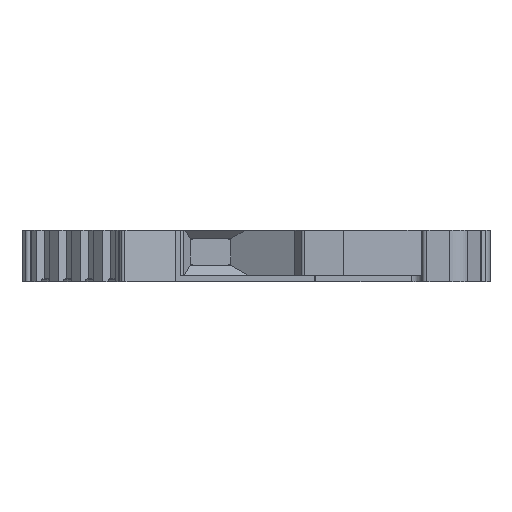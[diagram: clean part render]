
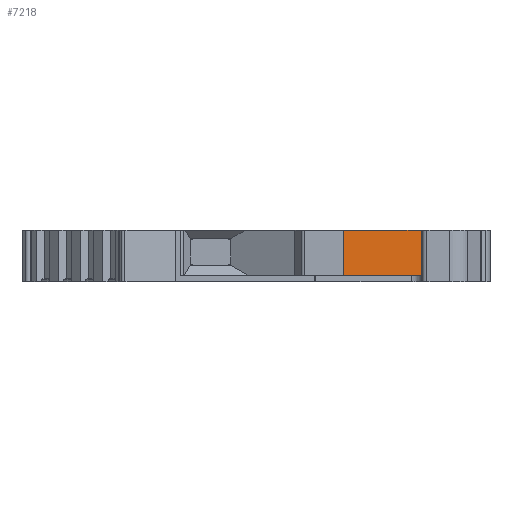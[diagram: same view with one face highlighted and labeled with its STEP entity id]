
A CAD part, left-side view. The second image highlights one B-rep face of the part: STEP entity #7218.
In plain terms, the highlighted planar face has unit normal (-0.996, -0.087, 0).
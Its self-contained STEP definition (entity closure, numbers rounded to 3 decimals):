
#789 = PLANE('',#790);
#790 = AXIS2_PLACEMENT_3D('',#791,#792,#793);
#791 = CARTESIAN_POINT('',(-20.005,11.159,
    5.103));
#792 = DIRECTION('',(0.,0.,1.));
#793 = DIRECTION('',(1.,0.,0.));
#7218 = ADVANCED_FACE('',(#7219),#7233,.F.);
#7219 = FACE_BOUND('',#7220,.T.);
#7220 = EDGE_LOOP('',(#7221,#7256,#7284,#7312));
#7221 = ORIENTED_EDGE('',*,*,#7222,.T.);
#7222 = EDGE_CURVE('',#7223,#7225,#7227,.T.);
#7223 = VERTEX_POINT('',#7224);
#7224 = CARTESIAN_POINT('',(-20.005,8.299,
    5.103));
#7225 = VERTEX_POINT('',#7226);
#7226 = CARTESIAN_POINT('',(-20.005,8.299,
    0.603));
#7227 = SURFACE_CURVE('',#7228,(#7232,#7244),.PCURVE_S1.);
#7228 = LINE('',#7229,#7230);
#7229 = CARTESIAN_POINT('',(-20.005,8.299,
    5.103));
#7230 = VECTOR('',#7231,1.);
#7231 = DIRECTION('',(0.,0.,-1.));
#7232 = PCURVE('',#7233,#7238);
#7233 = PLANE('',#7234);
#7234 = AXIS2_PLACEMENT_3D('',#7235,#7236,#7237);
#7235 = CARTESIAN_POINT('',(-20.005,8.299,
    5.103));
#7236 = DIRECTION('',(0.996,0.087,0.));
#7237 = DIRECTION('',(-0.087,0.996,0.));
#7238 = DEFINITIONAL_REPRESENTATION('',(#7239),#7243);
#7239 = LINE('',#7240,#7241);
#7240 = CARTESIAN_POINT('',(0.,0.));
#7241 = VECTOR('',#7242,1.);
#7242 = DIRECTION('',(0.,-1.));
#7243 = ( GEOMETRIC_REPRESENTATION_CONTEXT(2) 
PARAMETRIC_REPRESENTATION_CONTEXT() REPRESENTATION_CONTEXT('2D SPACE',''
  ) );
#7244 = PCURVE('',#7245,#7250);
#7245 = PLANE('',#7246);
#7246 = AXIS2_PLACEMENT_3D('',#7247,#7248,#7249);
#7247 = CARTESIAN_POINT('',(-20.005,10.159,
    5.103));
#7248 = DIRECTION('',(1.,0.,0.));
#7249 = DIRECTION('',(0.,1.,0.));
#7250 = DEFINITIONAL_REPRESENTATION('',(#7251),#7255);
#7251 = LINE('',#7252,#7253);
#7252 = CARTESIAN_POINT('',(-1.86,0.));
#7253 = VECTOR('',#7254,1.);
#7254 = DIRECTION('',(0.,-1.));
#7255 = ( GEOMETRIC_REPRESENTATION_CONTEXT(2) 
PARAMETRIC_REPRESENTATION_CONTEXT() REPRESENTATION_CONTEXT('2D SPACE',''
  ) );
#7256 = ORIENTED_EDGE('',*,*,#7257,.T.);
#7257 = EDGE_CURVE('',#7225,#7258,#7260,.T.);
#7258 = VERTEX_POINT('',#7259);
#7259 = CARTESIAN_POINT('',(-19.215,-0.754,
    0.603));
#7260 = SURFACE_CURVE('',#7261,(#7265,#7272),.PCURVE_S1.);
#7261 = LINE('',#7262,#7263);
#7262 = CARTESIAN_POINT('',(-20.005,8.299,
    0.603));
#7263 = VECTOR('',#7264,1.);
#7264 = DIRECTION('',(0.087,-0.996,0.));
#7265 = PCURVE('',#7233,#7266);
#7266 = DEFINITIONAL_REPRESENTATION('',(#7267),#7271);
#7267 = LINE('',#7268,#7269);
#7268 = CARTESIAN_POINT('',(0.,-4.5));
#7269 = VECTOR('',#7270,1.);
#7270 = DIRECTION('',(-1.,0.));
#7271 = ( GEOMETRIC_REPRESENTATION_CONTEXT(2) 
PARAMETRIC_REPRESENTATION_CONTEXT() REPRESENTATION_CONTEXT('2D SPACE',''
  ) );
#7272 = PCURVE('',#7273,#7278);
#7273 = PLANE('',#7274);
#7274 = AXIS2_PLACEMENT_3D('',#7275,#7276,#7277);
#7275 = CARTESIAN_POINT('',(-20.005,24.159,
    0.603));
#7276 = DIRECTION('',(0.,0.,1.));
#7277 = DIRECTION('',(1.,0.,0.));
#7278 = DEFINITIONAL_REPRESENTATION('',(#7279),#7283);
#7279 = LINE('',#7280,#7281);
#7280 = CARTESIAN_POINT('',(0.,-15.86));
#7281 = VECTOR('',#7282,1.);
#7282 = DIRECTION('',(0.087,-0.996));
#7283 = ( GEOMETRIC_REPRESENTATION_CONTEXT(2) 
PARAMETRIC_REPRESENTATION_CONTEXT() REPRESENTATION_CONTEXT('2D SPACE',''
  ) );
#7284 = ORIENTED_EDGE('',*,*,#7285,.F.);
#7285 = EDGE_CURVE('',#7286,#7258,#7288,.T.);
#7286 = VERTEX_POINT('',#7287);
#7287 = CARTESIAN_POINT('',(-19.215,-0.754,
    5.103));
#7288 = SURFACE_CURVE('',#7289,(#7293,#7300),.PCURVE_S1.);
#7289 = LINE('',#7290,#7291);
#7290 = CARTESIAN_POINT('',(-19.215,-0.754,
    5.103));
#7291 = VECTOR('',#7292,1.);
#7292 = DIRECTION('',(0.,0.,-1.));
#7293 = PCURVE('',#7233,#7294);
#7294 = DEFINITIONAL_REPRESENTATION('',(#7295),#7299);
#7295 = LINE('',#7296,#7297);
#7296 = CARTESIAN_POINT('',(-9.087,0.));
#7297 = VECTOR('',#7298,1.);
#7298 = DIRECTION('',(0.,-1.));
#7299 = ( GEOMETRIC_REPRESENTATION_CONTEXT(2) 
PARAMETRIC_REPRESENTATION_CONTEXT() REPRESENTATION_CONTEXT('2D SPACE',''
  ) );
#7300 = PCURVE('',#7301,#7306);
#7301 = CYLINDRICAL_SURFACE('',#7302,1.);
#7302 = AXIS2_PLACEMENT_3D('',#7303,#7304,#7305);
#7303 = CARTESIAN_POINT('',(-20.211,-0.841,
    5.103));
#7304 = DIRECTION('',(0.,0.,-1.));
#7305 = DIRECTION('',(-1.,0.,0.));
#7306 = DEFINITIONAL_REPRESENTATION('',(#7307),#7311);
#7307 = LINE('',#7308,#7309);
#7308 = CARTESIAN_POINT('',(3.054,0.));
#7309 = VECTOR('',#7310,1.);
#7310 = DIRECTION('',(0.,1.));
#7311 = ( GEOMETRIC_REPRESENTATION_CONTEXT(2) 
PARAMETRIC_REPRESENTATION_CONTEXT() REPRESENTATION_CONTEXT('2D SPACE',''
  ) );
#7312 = ORIENTED_EDGE('',*,*,#7313,.F.);
#7313 = EDGE_CURVE('',#7223,#7286,#7314,.T.);
#7314 = SURFACE_CURVE('',#7315,(#7319,#7326),.PCURVE_S1.);
#7315 = LINE('',#7316,#7317);
#7316 = CARTESIAN_POINT('',(-20.005,8.299,
    5.103));
#7317 = VECTOR('',#7318,1.);
#7318 = DIRECTION('',(0.087,-0.996,0.));
#7319 = PCURVE('',#7233,#7320);
#7320 = DEFINITIONAL_REPRESENTATION('',(#7321),#7325);
#7321 = LINE('',#7322,#7323);
#7322 = CARTESIAN_POINT('',(0.,0.));
#7323 = VECTOR('',#7324,1.);
#7324 = DIRECTION('',(-1.,0.));
#7325 = ( GEOMETRIC_REPRESENTATION_CONTEXT(2) 
PARAMETRIC_REPRESENTATION_CONTEXT() REPRESENTATION_CONTEXT('2D SPACE',''
  ) );
#7326 = PCURVE('',#789,#7327);
#7327 = DEFINITIONAL_REPRESENTATION('',(#7328),#7332);
#7328 = LINE('',#7329,#7330);
#7329 = CARTESIAN_POINT('',(0.,-2.86));
#7330 = VECTOR('',#7331,1.);
#7331 = DIRECTION('',(0.087,-0.996));
#7332 = ( GEOMETRIC_REPRESENTATION_CONTEXT(2) 
PARAMETRIC_REPRESENTATION_CONTEXT() REPRESENTATION_CONTEXT('2D SPACE',''
  ) );
